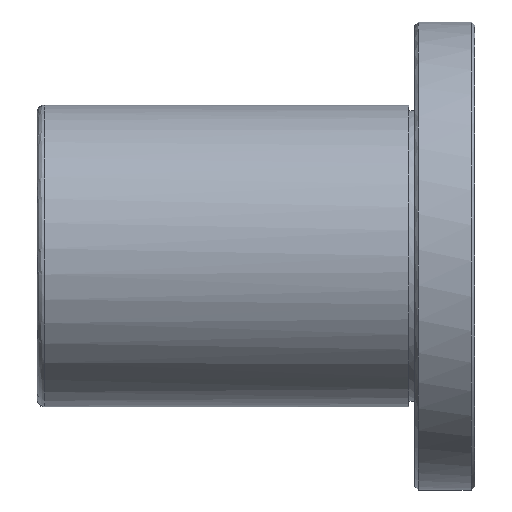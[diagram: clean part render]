
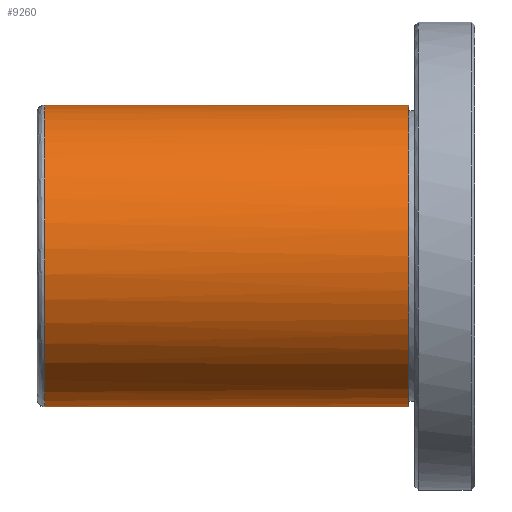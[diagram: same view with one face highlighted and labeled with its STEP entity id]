
A CAD part, front view. The second image highlights one B-rep face of the part: STEP entity #9260.
In plain terms, the highlighted free-form (B-spline) face has degree [3, 1] with [7, 2] control points.
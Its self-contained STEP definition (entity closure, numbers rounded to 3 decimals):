
#8200 = CARTESIAN_POINT ('', (-57., 0., 20.));
#8210 = VERTEX_POINT ('', #8200);
#8290 = CARTESIAN_POINT ('', (-57., 20., 0.));
#8300 = VERTEX_POINT ('', #8290);
#8310 = CARTESIAN_POINT ('', (-57., 0., 20.));
#8320 = CARTESIAN_POINT ('', (-57., 10., 20.));
#8330 = CARTESIAN_POINT ('', (-57., 20., 13.333));
#8340 = CARTESIAN_POINT ('', (-57., 20., 0.));
#8350 = (
   BOUNDED_CURVE ()
   B_SPLINE_CURVE (3, (#8310, #8320, #8330, #8340), .UNSPECIFIED., .F., .U.)
   B_SPLINE_CURVE_WITH_KNOTS ((4, 4), (0., 1.), .UNSPECIFIED.)
   CURVE ()
   GEOMETRIC_REPRESENTATION_ITEM ()
   RATIONAL_B_SPLINE_CURVE ((0.957, 0.638, 0.478, 0.478))
   REPRESENTATION_ITEM ('')
);
#8360 = EDGE_CURVE ('', #8210, #8300, #8350, .T.);
#8380 = CARTESIAN_POINT ('', (-57., 20., 0.));
#8390 = CARTESIAN_POINT ('', (-57., 20., -13.333));
#8400 = CARTESIAN_POINT ('', (-57., 10., -20.));
#8410 = CARTESIAN_POINT ('', (-57., 0., -20.));
#8420 = CARTESIAN_POINT ('', (-57., -40., -20.));
#8430 = CARTESIAN_POINT ('', (-57., -40., 20.));
#8440 = CARTESIAN_POINT ('', (-57., 0., 20.));
#8450 = (
   BOUNDED_CURVE ()
   B_SPLINE_CURVE (3, (#8380, #8390, #8400, #8410, #8420, #8430, #8440), .UNSPECIFIED., .F., .U.)
   B_SPLINE_CURVE_WITH_KNOTS ((4, 3, 4), (0., 0.333, 1.), .UNSPECIFIED.)
   CURVE ()
   GEOMETRIC_REPRESENTATION_ITEM ()
   RATIONAL_B_SPLINE_CURVE ((0.478, 0.478, 0.638, 0.957, 0.319, 0.319, 0.957))
   REPRESENTATION_ITEM ('')
);
#8460 = EDGE_CURVE ('', #8300, #8210, #8450, .T.);
#8830 = CARTESIAN_POINT ('', (-8.75, -20., 0.));
#8840 = VERTEX_POINT ('', #8830);
#8850 = CARTESIAN_POINT ('', (-8.75, 20., 0.));
#8860 = VERTEX_POINT ('', #8850);
#8870 = CARTESIAN_POINT ('', (-8.75, -20., 0.));
#8880 = CARTESIAN_POINT ('', (-8.75, -20., 40.));
#8890 = CARTESIAN_POINT ('', (-8.75, 20., 40.));
#8900 = CARTESIAN_POINT ('', (-8.75, 20., 0.));
#8910 = (
   BOUNDED_CURVE ()
   B_SPLINE_CURVE (3, (#8870, #8880, #8890, #8900), .UNSPECIFIED., .F., .U.)
   B_SPLINE_CURVE_WITH_KNOTS ((4, 4), (0., 1.), .UNSPECIFIED.)
   CURVE ()
   GEOMETRIC_REPRESENTATION_ITEM ()
   RATIONAL_B_SPLINE_CURVE ((1., 0.333, 0.333, 1.))
   REPRESENTATION_ITEM ('')
);
#8920 = EDGE_CURVE ('', #8840, #8860, #8910, .T.);
#8930 = ORIENTED_EDGE ('', *, *, #8920, .T.);
#8940 = CARTESIAN_POINT ('', (-8.75, 20., 0.));
#8950 = CARTESIAN_POINT ('', (-57., 20., 0.));
#8960 = B_SPLINE_CURVE_WITH_KNOTS ('', 1, (#8940, #8950), .UNSPECIFIED., .F., .U., (2, 2), (0., 1.), .UNSPECIFIED.);
#8970 = EDGE_CURVE ('', #8860, #8300, #8960, .T.);
#8980 = ORIENTED_EDGE ('', *, *, #8970, .T.);
#8990 = ORIENTED_EDGE ('', *, *, #8360, .F.);
#9000 = ORIENTED_EDGE ('', *, *, #8460, .F.);
#9010 = ORIENTED_EDGE ('', *, *, #8970, .F.);
#9020 = CARTESIAN_POINT ('', (-8.75, 20., 0.));
#9030 = CARTESIAN_POINT ('', (-8.75, 20., -40.));
#9040 = CARTESIAN_POINT ('', (-8.75, -20., -40.));
#9050 = CARTESIAN_POINT ('', (-8.75, -20., 0.));
#9060 = (
   BOUNDED_CURVE ()
   B_SPLINE_CURVE (3, (#9020, #9030, #9040, #9050), .UNSPECIFIED., .F., .U.)
   B_SPLINE_CURVE_WITH_KNOTS ((4, 4), (0., 1.), .UNSPECIFIED.)
   CURVE ()
   GEOMETRIC_REPRESENTATION_ITEM ()
   RATIONAL_B_SPLINE_CURVE ((1., 0.333, 0.333, 1.))
   REPRESENTATION_ITEM ('')
);
#9070 = EDGE_CURVE ('', #8860, #8840, #9060, .T.);
#9080 = ORIENTED_EDGE ('', *, *, #9070, .T.);
#9090 = EDGE_LOOP ('', (#8930, #8980, #8990, #9000, #9010, #9080));
#9100 = FACE_OUTER_BOUND ('', #9090, .T.);
#9110 = CARTESIAN_POINT ('', (-61.825, 20., 0.));
#9120 = CARTESIAN_POINT ('', (-3.925, 20., 0.));
#9130 = CARTESIAN_POINT ('', (-61.825, 20., 40.));
#9140 = CARTESIAN_POINT ('', (-3.925, 20., 40.));
#9150 = CARTESIAN_POINT ('', (-61.825, -20., 40.));
#9160 = CARTESIAN_POINT ('', (-3.925, -20., 40.));
#9170 = CARTESIAN_POINT ('', (-61.825, -20., 0.));
#9180 = CARTESIAN_POINT ('', (-3.925, -20., 0.));
#9190 = CARTESIAN_POINT ('', (-61.825, -20., -40.));
#9200 = CARTESIAN_POINT ('', (-3.925, -20., -40.));
#9210 = CARTESIAN_POINT ('', (-61.825, 20., -40.));
#9220 = CARTESIAN_POINT ('', (-3.925, 20., -40.));
#9230 = CARTESIAN_POINT ('', (-61.825, 20., 0.));
#9240 = CARTESIAN_POINT ('', (-3.925, 20., 0.));
#9250 = (
   BOUNDED_SURFACE ()
   B_SPLINE_SURFACE (3, 1, ((#9110, #9120), (#9130, #9140), (#9150, #9160), (#9170, #9180), (#9190, #9200), (#9210, #9220), (#9230, #9240)), .UNSPECIFIED., .T., .F., .U.)
   B_SPLINE_SURFACE_WITH_KNOTS ((4, 3, 4), (2, 2), (0., 0.5, 1.), (0., 1.), .UNSPECIFIED.)
   SURFACE ()
   GEOMETRIC_REPRESENTATION_ITEM ()
   RATIONAL_B_SPLINE_SURFACE (((1., 1.), (0.333, 0.333), (0.333, 0.333), (1., 1.), (0.333, 0.333), (0.333, 0.333), (1., 1.)))
   REPRESENTATION_ITEM ('')
);
#9260 = ADVANCED_FACE ('', (#9100), #9250, .T.);
